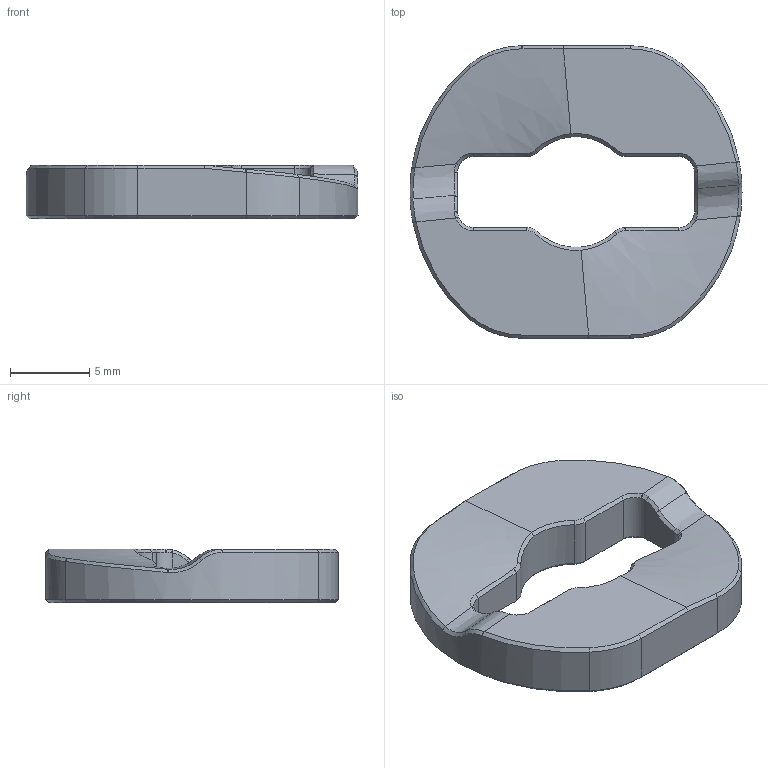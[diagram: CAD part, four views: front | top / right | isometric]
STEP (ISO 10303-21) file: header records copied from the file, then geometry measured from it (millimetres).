
FILE_DESCRIPTION(/* description */ (''),/* implementation_level */ '2;1');
FILE_NAME(/* name */ 'TC-RAMP-6MM 1.3.step',/* time_stamp */ '2019-04-11T12:24:03+01:00',/* author */ ('gregY6MPL'),/* organization */ (''),/* preprocessor_version */ 'ST-DEVELOPER v18',/* originating_system */ 'Autodesk Translation Framework v8.2.0.1029',/* authorisation */ '');
FILE_SCHEMA (('AUTOMOTIVE_DESIGN { 1 0 10303 214 3 1 1 }'));
Length unit declared in the file: millimetre
Products named in the file (3): TC-RAMP; 6mm; Component3
Assembly tree (2 placements, depth 3):
  TC-RAMP
    6mm
      Component3
Bounding box: 21 x 18.5 x 3.4 mm (x, y, z)
Volume: 773.8 mm3; surface area: 795.9 mm2
Topology: 1 solids, 1 shells, 123 faces, 302 edges, 180 vertices
Faces by surface type: bspline 58, cone 26, plane 23, cylinder 16
Entity records: 4534 total; most frequent: CARTESIAN_POINT 1935, ORIENTED_EDGE 604, DIRECTION 380, EDGE_CURVE 302, VERTEX_POINT 180, LINE 134, VECTOR 134, EDGE_LOOP 124
